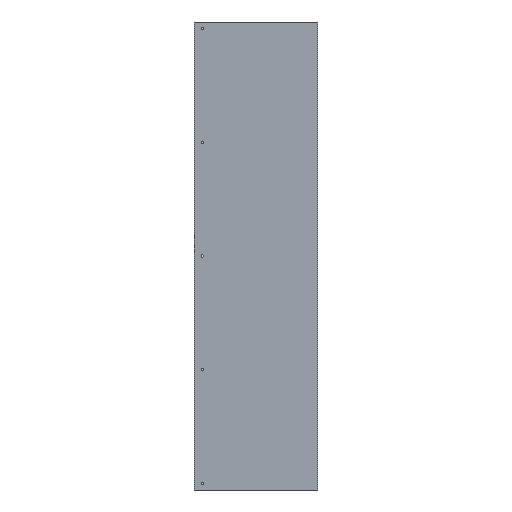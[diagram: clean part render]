
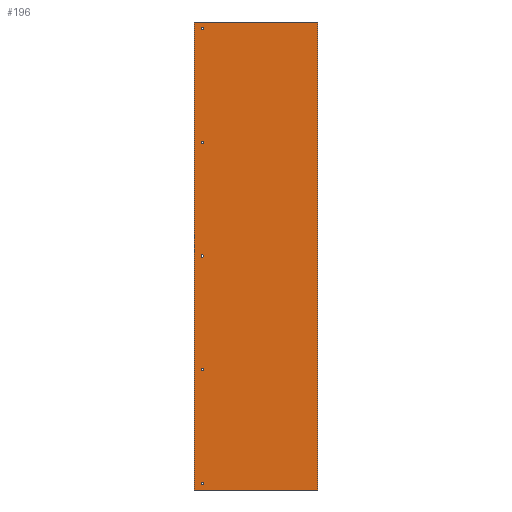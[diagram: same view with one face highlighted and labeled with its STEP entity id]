
A CAD part, left-side view. The second image highlights one B-rep face of the part: STEP entity #196.
In plain terms, the highlighted planar face has unit normal (-1, 0, 0).
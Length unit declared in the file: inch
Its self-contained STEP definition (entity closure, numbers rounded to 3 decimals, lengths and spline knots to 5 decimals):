
#20=FACE_BOUND('',#57,.T.);
#21=FACE_BOUND('',#58,.T.);
#22=FACE_BOUND('',#59,.T.);
#23=FACE_BOUND('',#60,.T.);
#24=FACE_BOUND('',#61,.T.);
#35=CIRCLE('',#216,0.1875);
#36=CIRCLE('',#217,0.1875);
#37=CIRCLE('',#218,0.1875);
#38=CIRCLE('',#219,0.1875);
#39=CIRCLE('',#220,0.1875);
#45=FACE_OUTER_BOUND('',#56,.T.);
#56=EDGE_LOOP('',(#146,#147,#148,#149));
#57=EDGE_LOOP('',(#150));
#58=EDGE_LOOP('',(#151));
#59=EDGE_LOOP('',(#152));
#60=EDGE_LOOP('',(#153));
#61=EDGE_LOOP('',(#154));
#82=LINE('',#296,#94);
#83=LINE('',#298,#95);
#84=LINE('',#300,#96);
#85=LINE('',#301,#97);
#94=VECTOR('',#240,72.);
#95=VECTOR('',#241,19.);
#96=VECTOR('',#242,72.);
#97=VECTOR('',#243,19.);
#106=VERTEX_POINT('',#294);
#107=VERTEX_POINT('',#295);
#108=VERTEX_POINT('',#297);
#109=VERTEX_POINT('',#299);
#110=VERTEX_POINT('',#302);
#111=VERTEX_POINT('',#304);
#112=VERTEX_POINT('',#306);
#113=VERTEX_POINT('',#308);
#114=VERTEX_POINT('',#310);
#124=EDGE_CURVE('',#106,#107,#82,.T.);
#125=EDGE_CURVE('',#107,#108,#83,.T.);
#126=EDGE_CURVE('',#108,#109,#84,.T.);
#127=EDGE_CURVE('',#109,#106,#85,.T.);
#128=EDGE_CURVE('',#110,#110,#35,.T.);
#129=EDGE_CURVE('',#111,#111,#36,.T.);
#130=EDGE_CURVE('',#112,#112,#37,.T.);
#131=EDGE_CURVE('',#113,#113,#38,.T.);
#132=EDGE_CURVE('',#114,#114,#39,.T.);
#146=ORIENTED_EDGE('',*,*,#124,.T.);
#147=ORIENTED_EDGE('',*,*,#125,.T.);
#148=ORIENTED_EDGE('',*,*,#126,.T.);
#149=ORIENTED_EDGE('',*,*,#127,.T.);
#150=ORIENTED_EDGE('',*,*,#128,.F.);
#151=ORIENTED_EDGE('',*,*,#129,.F.);
#152=ORIENTED_EDGE('',*,*,#130,.F.);
#153=ORIENTED_EDGE('',*,*,#131,.F.);
#154=ORIENTED_EDGE('',*,*,#132,.F.);
#190=PLANE('',#215);
#196=ADVANCED_FACE('',(#45,#20,#21,#22,#23,#24),#190,.F.);
#215=AXIS2_PLACEMENT_3D('',#293,#238,#239);
#216=AXIS2_PLACEMENT_3D('',#303,#244,#245);
#217=AXIS2_PLACEMENT_3D('',#305,#246,#247);
#218=AXIS2_PLACEMENT_3D('',#307,#248,#249);
#219=AXIS2_PLACEMENT_3D('',#309,#250,#251);
#220=AXIS2_PLACEMENT_3D('',#311,#252,#253);
#238=DIRECTION('center_axis',(1.,0.,0.));
#239=DIRECTION('ref_axis',(0.,0.,-1.));
#240=DIRECTION('',(0.,0.,1.));
#241=DIRECTION('',(0.,1.,0.));
#242=DIRECTION('',(0.,0.,-1.));
#243=DIRECTION('',(0.,-1.,0.));
#244=DIRECTION('center_axis',(-1.,0.,0.));
#245=DIRECTION('ref_axis',(0.,0.,1.));
#246=DIRECTION('center_axis',(-1.,0.,0.));
#247=DIRECTION('ref_axis',(0.,0.,1.));
#248=DIRECTION('center_axis',(-1.,0.,0.));
#249=DIRECTION('ref_axis',(0.,0.,1.));
#250=DIRECTION('center_axis',(-1.,0.,0.));
#251=DIRECTION('ref_axis',(0.,0.,1.));
#252=DIRECTION('center_axis',(-1.,0.,0.));
#253=DIRECTION('ref_axis',(0.,0.,1.));
#293=CARTESIAN_POINT('Origin',(0.,0.,0.));
#294=CARTESIAN_POINT('',(0.,0.,-72.));
#295=CARTESIAN_POINT('',(0.,0.,0.));
#296=CARTESIAN_POINT('',(0.,0.,-72.));
#297=CARTESIAN_POINT('',(0.,19.,0.));
#298=CARTESIAN_POINT('',(0.,0.,0.));
#299=CARTESIAN_POINT('',(0.,19.,-72.));
#300=CARTESIAN_POINT('',(0.,19.,0.));
#301=CARTESIAN_POINT('',(0.,19.,-72.));
#302=CARTESIAN_POINT('',(0.,17.75,-0.8125));
#303=CARTESIAN_POINT('Origin',(0.,17.75,-1.));
#304=CARTESIAN_POINT('',(0.,17.75,-18.3125));
#305=CARTESIAN_POINT('Origin',(0.,17.75,-18.5));
#306=CARTESIAN_POINT('',(0.,17.75,-35.8125));
#307=CARTESIAN_POINT('Origin',(0.,17.75,-36.));
#308=CARTESIAN_POINT('',(0.,17.75,-53.3125));
#309=CARTESIAN_POINT('Origin',(0.,17.75,-53.5));
#310=CARTESIAN_POINT('',(0.,17.75,-70.8125));
#311=CARTESIAN_POINT('Origin',(0.,17.75,-71.));
